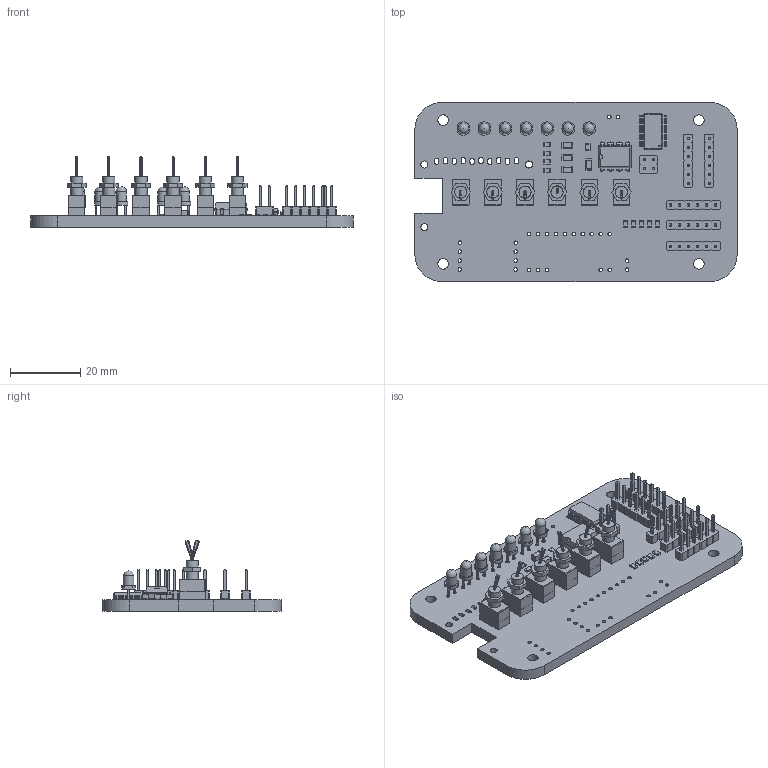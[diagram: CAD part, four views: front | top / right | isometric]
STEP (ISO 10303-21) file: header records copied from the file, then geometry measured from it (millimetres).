
FILE_DESCRIPTION(('KiCad electronic assembly'),'2;1');
FILE_NAME('Altoids.step','2024-07-17T09:40:00',('Pcbnew'),('Kicad'), 'Open CASCADE STEP processor 7.8','KiCad to STEP converter','Unknown' );
FILE_SCHEMA(('AUTOMOTIVE_DESIGN { 1 0 10303 214 1 1 1 1 }'));
Length unit declared in the file: millimetre
Products named in the file (18): Altoids 1; PinHeader_1x06_P2.54mm_Vertical; PinHeader_1x06_P254mm_Vertical; R_0805_2012Metric; C_1206_3216Metric; DIP-8_W7.62mm; Toggle_SW_Blue_R0; Part; LED_D3.0mm; PinHeader_2x02_P2.54mm_Vertical; PinHeader_2x02_P254mm_Vertical; SSOP-28_5.3x10.2mm_P0.65mm; SSOP_28_53x102mm_P065mm; _autosave-Altoids_PCB
Assembly tree (44 placements, depth 3):
  Altoids 1
    PinHeader_1x06_P2.54mm_Vertical  x5
      PinHeader_1x06_P254mm_Vertical
    R_0805_2012Metric  x10
      R_0805_2012Metric
    C_1206_3216Metric  x4
      C_1206_3216Metric
    DIP-8_W7.62mm
      DIP-8_W7.62mm
    Toggle_SW_Blue_R0  x6
      Part
    LED_D3.0mm  x7
      LED_D3.0mm
    PinHeader_2x02_P2.54mm_Vertical
      PinHeader_2x02_P254mm_Vertical
    SSOP-28_5.3x10.2mm_P0.65mm
      SSOP_28_53x102mm_P065mm
    _autosave-Altoids_PCB
Bounding box: 91.44 x 50.8 x 20.08 mm (x, y, z)
Volume: 17542.2 mm3; surface area: 17101 mm2
Topology: 42 solids, 42 shells, 2594 faces, 6564 edges, 4168 vertices
Faces by surface type: plane 1631, bspline 534, cylinder 422, sphere 7
Full cylindrical faces by diameter (mm): 0.5 x1, 0.8 x8, 0.9 x14, 1 x61, 2 x3, 3 x11
Entity records: 44481 total; most frequent: CARTESIAN_POINT 7842, ORIENTED_EDGE 6350, DIRECTION 5751, EDGE_CURVE 3175, LINE 2335, VECTOR 2335, VERTEX_POINT 2025, AXIS2_PLACEMENT_3D 1708
